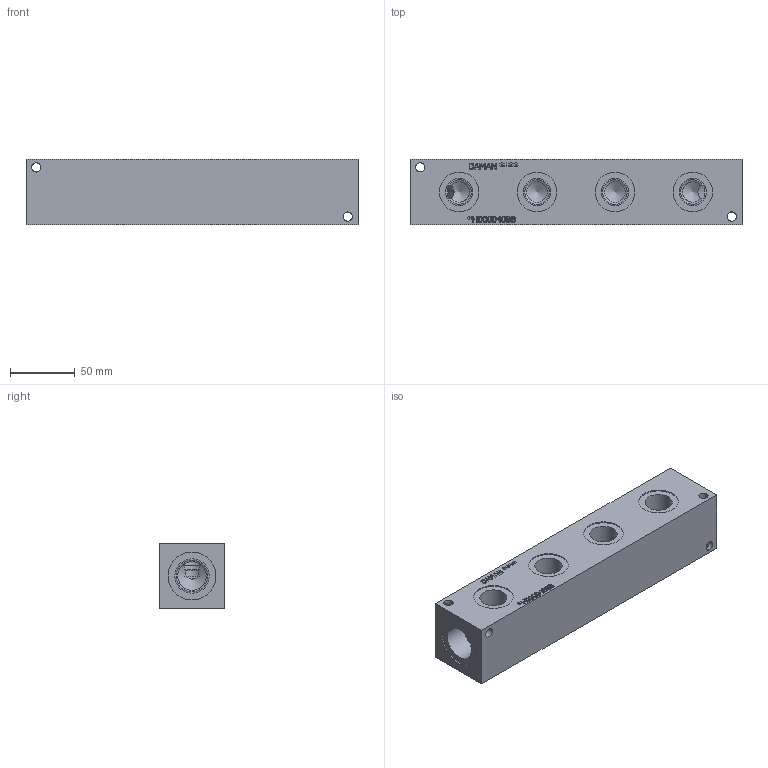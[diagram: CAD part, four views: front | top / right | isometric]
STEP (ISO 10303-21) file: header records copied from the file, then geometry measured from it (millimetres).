
FILE_DESCRIPTION(/* description */ (''),/* implementation_level */ '2;1');
FILE_NAME(/* name */ '_H0000408B.stp',/* time_stamp */ '2022-09-20T07:04:01-04:00',/* author */ ('bobbyh'),/* organization */ (''),/* preprocessor_version */ 'ST-DEVELOPER v18',/* originating_system */ 'Autodesk Inventor 2020',/* authorisation */ '');
FILE_SCHEMA (('AUTOMOTIVE_DESIGN { 1 0 10303 214 3 1 1 }'));
Length unit declared in the file: millimetre
Products named in the file (1): Part_+H0000408B_3D
Bounding box: 257.18 x 50.8 x 50.8 mm (x, y, z)
Volume: 590692.4 mm3; surface area: 71704.7 mm2
Topology: 1 solids, 1 shells, 374 faces, 1024 edges, 688 vertices
Faces by surface type: plane 229, bspline 101, cylinder 32, cone 12
Full cylindrical faces by diameter (mm): 7.137 x8, 15.875 x2, 18.923 x2, 21.057 x4, 22.225 x2, 24.409 x2, 26.543 x2, 30.683 x4, 37.109 x2
Entity records: 12787 total; most frequent: CARTESIAN_POINT 3556, ORIENTED_EDGE 2040, DIRECTION 1446, EDGE_CURVE 1020, VERTEX_POINT 688, LINE 686, VECTOR 686, EDGE_LOOP 430
